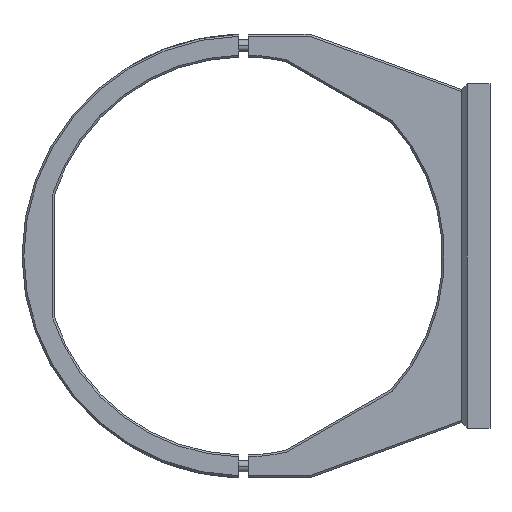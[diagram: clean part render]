
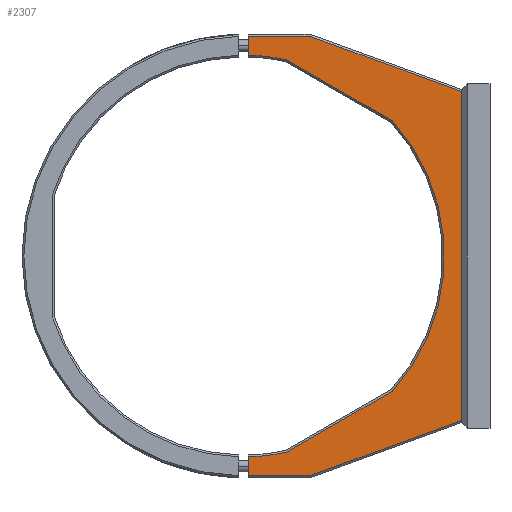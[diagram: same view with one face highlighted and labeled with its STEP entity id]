
A CAD part, left-side view. The second image highlights one B-rep face of the part: STEP entity #2307.
In plain terms, the highlighted planar face has unit normal (-1, 0, 0).
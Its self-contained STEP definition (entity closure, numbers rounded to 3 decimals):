
#111 = CARTESIAN_POINT ( 'NONE',  ( 234.925, -78.361, 71.383 ) ) ;
#120 = DIRECTION ( 'NONE',  ( 0., 0., -1. ) ) ;
#150 = CARTESIAN_POINT ( 'NONE',  ( 234.925, -35.032, -116. ) ) ;
#192 = VECTOR ( 'NONE', #7140, 1000. ) ;
#325 = CIRCLE ( 'NONE', #4214, 106. ) ;
#408 = VECTOR ( 'NONE', #5427, 1000. ) ;
#591 = DIRECTION ( 'NONE',  ( 0., 0., 1. ) ) ;
#604 = EDGE_CURVE ( 'NONE', #2077, #3965, #1221, .T. ) ;
#619 = VERTEX_POINT ( 'NONE', #5027 ) ;
#705 = EDGE_CURVE ( 'NONE', #4689, #2813, #4912, .T. ) ;
#799 = EDGE_LOOP ( 'NONE', ( #2105, #6864, #1873, #2923, #2046, #5365, #4952, #5049, #1557, #5241, #4030, #6888 ) ) ;
#950 = VERTEX_POINT ( 'NONE', #5849 ) ;
#1052 = DIRECTION ( 'NONE',  ( 0., 0.94, 0.342 ) ) ;
#1078 = CARTESIAN_POINT ( 'NONE',  ( 234.925, 0., 0. ) ) ;
#1159 = LINE ( 'NONE', #4850, #192 ) ;
#1182 = EDGE_CURVE ( 'NONE', #7433, #950, #5396, .T. ) ;
#1221 = CIRCLE ( 'NONE', #7252, 106. ) ;
#1286 = PLANE ( 'NONE',  #6943 ) ;
#1557 = ORIENTED_EDGE ( 'NONE', *, *, #604, .T. ) ;
#1607 = CARTESIAN_POINT ( 'NONE',  ( 234.925, 0., 0. ) ) ;
#1740 = CARTESIAN_POINT ( 'NONE',  ( 234.925, -2.5, 104.97 ) ) ;
#1778 = CARTESIAN_POINT ( 'NONE',  ( 234.925, 0., 0. ) ) ;
#1821 = EDGE_CURVE ( 'NONE', #6639, #3725, #3012, .T. ) ;
#1873 = ORIENTED_EDGE ( 'NONE', *, *, #2056, .T. ) ;
#1922 = DIRECTION ( 'NONE',  ( 0., -1., 0. ) ) ;
#1938 = VERTEX_POINT ( 'NONE', #1961 ) ;
#1961 = CARTESIAN_POINT ( 'NONE',  ( 234.925, -115., 86.83 ) ) ;
#2046 = ORIENTED_EDGE ( 'NONE', *, *, #5071, .T. ) ;
#2056 = EDGE_CURVE ( 'NONE', #6737, #6639, #4055, .T. ) ;
#2077 = VERTEX_POINT ( 'NONE', #2278 ) ;
#2105 = ORIENTED_EDGE ( 'NONE', *, *, #6918, .T. ) ;
#2188 = CARTESIAN_POINT ( 'NONE',  ( 234.925, -34.69, 116.06 ) ) ;
#2196 = DIRECTION ( 'NONE',  ( 0., 1., 0. ) ) ;
#2274 = VECTOR ( 'NONE', #5961, 1000. ) ;
#2278 = CARTESIAN_POINT ( 'NONE',  ( 234.925, -22.639, -103.554 ) ) ;
#2307 = ADVANCED_FACE ( 'NONE', ( #2500 ), #1286, .F. ) ;
#2351 = CARTESIAN_POINT ( 'NONE',  ( 234.925, -2.5, -116. ) ) ;
#2402 = CARTESIAN_POINT ( 'NONE',  ( 234.925, -115., 87.894 ) ) ;
#2474 = VECTOR ( 'NONE', #1922, 1000. ) ;
#2500 = FACE_OUTER_BOUND ( 'NONE', #799, .T. ) ;
#2730 = LINE ( 'NONE', #2188, #7744 ) ;
#2813 = VERTEX_POINT ( 'NONE', #5430 ) ;
#2923 = ORIENTED_EDGE ( 'NONE', *, *, #1821, .T. ) ;
#3012 = LINE ( 'NONE', #1740, #408 ) ;
#3042 = CARTESIAN_POINT ( 'NONE',  ( 234.925, -78.226, 71.461 ) ) ;
#3046 = DIRECTION ( 'NONE',  ( 0., 0., -1. ) ) ;
#3120 = CARTESIAN_POINT ( 'NONE',  ( 234.925, -34.856, 116. ) ) ;
#3308 = EDGE_CURVE ( 'NONE', #4588, #7433, #4908, .T. ) ;
#3310 = VECTOR ( 'NONE', #120, 1000. ) ;
#3391 = AXIS2_PLACEMENT_3D ( 'NONE', #1078, #6347, #6988 ) ;
#3554 = VECTOR ( 'NONE', #591, 1000. ) ;
#3677 = DIRECTION ( 'NONE',  ( 1., 0., 0. ) ) ;
#3725 = VERTEX_POINT ( 'NONE', #6191 ) ;
#3965 = VERTEX_POINT ( 'NONE', #5872 ) ;
#3969 = CARTESIAN_POINT ( 'NONE',  ( 234.925, -2.5, 116. ) ) ;
#4005 = LINE ( 'NONE', #2402, #3554 ) ;
#4030 = ORIENTED_EDGE ( 'NONE', *, *, #705, .T. ) ;
#4055 = LINE ( 'NONE', #3969, #6298 ) ;
#4152 = DIRECTION ( 'NONE',  ( 0., 0., -1. ) ) ;
#4214 = AXIS2_PLACEMENT_3D ( 'NONE', #1607, #4263, #4152 ) ;
#4263 = DIRECTION ( 'NONE',  ( 1., 0., 0. ) ) ;
#4278 = LINE ( 'NONE', #7151, #2274 ) ;
#4300 = CARTESIAN_POINT ( 'NONE',  ( 234.925, -2.5, -104.97 ) ) ;
#4501 = VECTOR ( 'NONE', #6679, 1000. ) ;
#4588 = VERTEX_POINT ( 'NONE', #7120 ) ;
#4689 = VERTEX_POINT ( 'NONE', #2351 ) ;
#4742 = EDGE_CURVE ( 'NONE', #2813, #619, #4278, .T. ) ;
#4850 = CARTESIAN_POINT ( 'NONE',  ( 234.925, -22.774, -103.476 ) ) ;
#4908 = LINE ( 'NONE', #3042, #4501 ) ;
#4912 = LINE ( 'NONE', #150, #2474 ) ;
#4952 = ORIENTED_EDGE ( 'NONE', *, *, #1182, .T. ) ;
#5027 = CARTESIAN_POINT ( 'NONE',  ( 234.925, -115., -86.83 ) ) ;
#5031 = EDGE_CURVE ( 'NONE', #1938, #6737, #2730, .T. ) ;
#5049 = ORIENTED_EDGE ( 'NONE', *, *, #5086, .T. ) ;
#5071 = EDGE_CURVE ( 'NONE', #3725, #4588, #325, .T. ) ;
#5086 = EDGE_CURVE ( 'NONE', #950, #2077, #1159, .T. ) ;
#5241 = ORIENTED_EDGE ( 'NONE', *, *, #7100, .T. ) ;
#5365 = ORIENTED_EDGE ( 'NONE', *, *, #3308, .T. ) ;
#5389 = DIRECTION ( 'NONE',  ( 1., 0., 0. ) ) ;
#5396 = CIRCLE ( 'NONE', #3391, 106. ) ;
#5427 = DIRECTION ( 'NONE',  ( 0., 0., -1. ) ) ;
#5430 = CARTESIAN_POINT ( 'NONE',  ( 234.925, -34.856, -116. ) ) ;
#5491 = DIRECTION ( 'NONE',  ( 0., 0., -1. ) ) ;
#5849 = CARTESIAN_POINT ( 'NONE',  ( 234.925, -78.361, -71.383 ) ) ;
#5872 = CARTESIAN_POINT ( 'NONE',  ( 234.925, -2.5, -105.971 ) ) ;
#5961 = DIRECTION ( 'NONE',  ( 0., -0.94, 0.342 ) ) ;
#6191 = CARTESIAN_POINT ( 'NONE',  ( 234.925, -2.5, 105.971 ) ) ;
#6298 = VECTOR ( 'NONE', #2196, 1000. ) ;
#6347 = DIRECTION ( 'NONE',  ( 1., 0., 0. ) ) ;
#6609 = LINE ( 'NONE', #4300, #3310 ) ;
#6639 = VERTEX_POINT ( 'NONE', #7150 ) ;
#6679 = DIRECTION ( 'NONE',  ( 0., -0.866, -0.5 ) ) ;
#6737 = VERTEX_POINT ( 'NONE', #3120 ) ;
#6864 = ORIENTED_EDGE ( 'NONE', *, *, #5031, .T. ) ;
#6888 = ORIENTED_EDGE ( 'NONE', *, *, #4742, .T. ) ;
#6918 = EDGE_CURVE ( 'NONE', #619, #1938, #4005, .T. ) ;
#6943 = AXIS2_PLACEMENT_3D ( 'NONE', #7264, #3677, #5491 ) ;
#6988 = DIRECTION ( 'NONE',  ( 0., 0., -1. ) ) ;
#7100 = EDGE_CURVE ( 'NONE', #3965, #4689, #6609, .T. ) ;
#7120 = CARTESIAN_POINT ( 'NONE',  ( 234.925, -22.639, 103.554 ) ) ;
#7140 = DIRECTION ( 'NONE',  ( 0., 0.866, -0.5 ) ) ;
#7150 = CARTESIAN_POINT ( 'NONE',  ( 234.925, -2.5, 116. ) ) ;
#7151 = CARTESIAN_POINT ( 'NONE',  ( 234.925, -114.658, -86.954 ) ) ;
#7252 = AXIS2_PLACEMENT_3D ( 'NONE', #1778, #5389, #3046 ) ;
#7264 = CARTESIAN_POINT ( 'NONE',  ( 234.925, 0., 0. ) ) ;
#7433 = VERTEX_POINT ( 'NONE', #111 ) ;
#7744 = VECTOR ( 'NONE', #1052, 1000. ) ;
